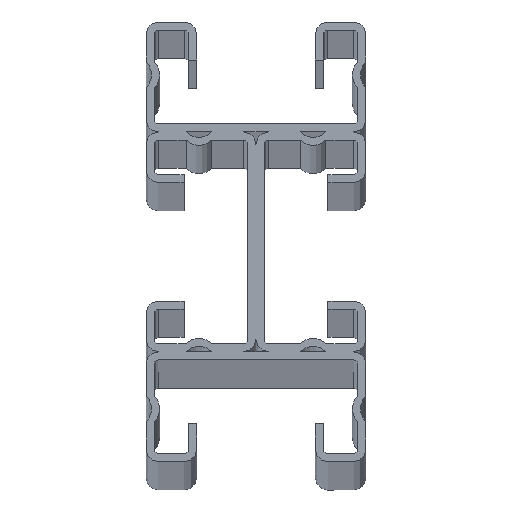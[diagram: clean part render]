
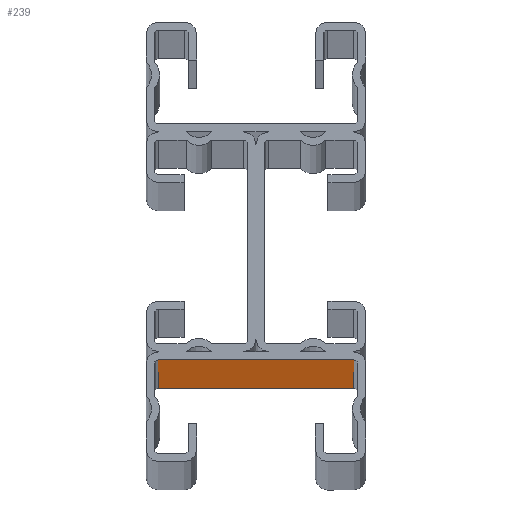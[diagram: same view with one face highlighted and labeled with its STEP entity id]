
A CAD part, top view. The second image highlights one B-rep face of the part: STEP entity #239.
In plain terms, the highlighted planar face has unit normal (0, -1, 0).
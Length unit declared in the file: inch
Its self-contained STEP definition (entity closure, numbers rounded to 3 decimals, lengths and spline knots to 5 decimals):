
#239=ADVANCED_FACE('',(#586),#587,.T.);
#586=FACE_OUTER_BOUND('',#1050,.T.);
#587=PLANE('',#1051);
#1050=EDGE_LOOP('',(#1673,#1674,#1675,#1676));
#1051=AXIS2_PLACEMENT_3D('',#1677,#1678,#1679);
#1673=ORIENTED_EDGE('',*,*,#3037,.T.);
#1674=ORIENTED_EDGE('',*,*,#2946,.F.);
#1675=ORIENTED_EDGE('',*,*,#3038,.T.);
#1676=ORIENTED_EDGE('',*,*,#3006,.T.);
#1677=CARTESIAN_POINT('',(0.8125,0.7525,0.0));
#1678=DIRECTION('',(0.0,-1.0,0.0));
#1679=DIRECTION('',(1.0,0.0,0.0));
#2946=EDGE_CURVE('',#3587,#3582,#3589,.T.);
#3006=EDGE_CURVE('',#3692,#3690,#3693,.T.);
#3037=EDGE_CURVE('',#3690,#3582,#3744,.T.);
#3038=EDGE_CURVE('',#3587,#3692,#3745,.T.);
#3582=VERTEX_POINT('',#4501);
#3587=VERTEX_POINT('',#4507);
#3589=LINE('',#4509,#4510);
#3690=VERTEX_POINT('',#4644);
#3692=VERTEX_POINT('',#4646);
#3693=LINE('',#4647,#4648);
#3744=LINE('',#4715,#4716);
#3745=LINE('',#4717,#4718);
#4501=CARTESIAN_POINT('',(0.09125,0.7525,120.0));
#4507=CARTESIAN_POINT('',(0.09125,0.7525,0.0));
#4509=CARTESIAN_POINT('',(0.09125,0.7525,0.0));
#4510=VECTOR('',#5599,1.0);
#4644=CARTESIAN_POINT('',(1.53375,0.7525,120.0));
#4646=CARTESIAN_POINT('',(1.53375,0.7525,0.0));
#4647=CARTESIAN_POINT('',(1.53375,0.7525,0.0));
#4648=VECTOR('',#5672,1.0);
#4715=CARTESIAN_POINT('',(0.09125,0.7525,120.0));
#4716=VECTOR('',#5710,1.0);
#4717=CARTESIAN_POINT('',(0.09125,0.7525,0.0));
#4718=VECTOR('',#5711,1.0);
#5599=DIRECTION('',(0.0,0.0,1.0));
#5672=DIRECTION('',(0.0,0.0,1.0));
#5710=DIRECTION('',(-1.0,-0.0,-0.0));
#5711=DIRECTION('',(1.0,0.0,0.0));
